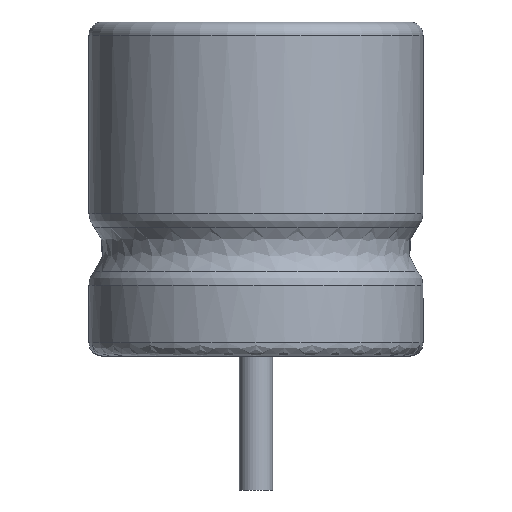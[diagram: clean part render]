
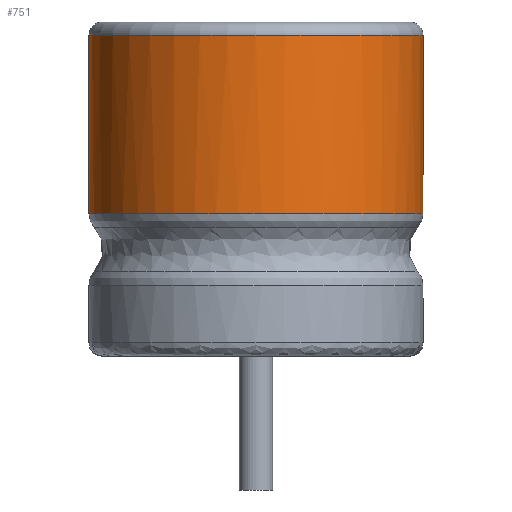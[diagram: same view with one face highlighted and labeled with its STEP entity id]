
A CAD part, left-side view. The second image highlights one B-rep face of the part: STEP entity #751.
In plain terms, the highlighted cylindrical face has radius 2.5 mm (diameter 5 mm), a partial arc.
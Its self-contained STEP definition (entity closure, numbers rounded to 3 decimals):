
#12=DIRECTION('',(0.,0.,1.));
#106=DIRECTION('',(0.,-0.,-1.));
#107=DIRECTION('',(0.924,-0.383,0.));
#229=VECTOR('',#12,1.);
#581=VERTEX_POINT('',#582);
#582=CARTESIAN_POINT('',(3.31,-0.957,2.135));
#592=ORIENTED_EDGE('',*,*,#593,.T.);
#593=EDGE_CURVE('',#581,#594,#596,.T.);
#594=VERTEX_POINT('',#595);
#595=CARTESIAN_POINT('',(3.31,0.957,2.135));
#596=B_SPLINE_CURVE_WITH_KNOTS('',11,(#597,#598,#599,#600,#601,#602,#603,#604,#605,#606,#607,#608,#609,#610,#611,#612,#613,#614,#615,#616,#617,#618,#619,#620,#621,#622,#623,#624,#625,#626,#627,#628),.UNSPECIFIED.,.F.,.F.,(12,10,10,12),(-0.586,0.,13.744,14.33),.UNSPECIFIED.);
#597=CARTESIAN_POINT('',(3.534,-0.416,2.135));
#598=CARTESIAN_POINT('',(3.513,-0.465,2.135));
#599=CARTESIAN_POINT('',(3.493,-0.515,2.135));
#600=CARTESIAN_POINT('',(3.472,-0.564,2.135));
#601=CARTESIAN_POINT('',(3.452,-0.613,2.135));
#602=CARTESIAN_POINT('',(3.432,-0.663,2.135));
#603=CARTESIAN_POINT('',(3.411,-0.712,2.135));
#604=CARTESIAN_POINT('',(3.391,-0.761,2.135));
#605=CARTESIAN_POINT('',(3.37,-0.81,2.135));
#606=CARTESIAN_POINT('',(3.35,-0.859,2.135));
#607=CARTESIAN_POINT('',(3.33,-0.908,2.135));
#608=CARTESIAN_POINT('',(2.835,-2.103,2.135));
#609=CARTESIAN_POINT('',(1.728,-3.009,2.135));
#610=CARTESIAN_POINT('',(0.106,-3.257,2.135));
#611=CARTESIAN_POINT('',(-1.476,-2.507,2.135));
#612=CARTESIAN_POINT('',(-2.589,-1.06,2.135));
#613=CARTESIAN_POINT('',(-2.589,1.06,2.135));
#614=CARTESIAN_POINT('',(-1.476,2.507,2.135));
#615=CARTESIAN_POINT('',(0.106,3.257,2.135));
#616=CARTESIAN_POINT('',(1.728,3.009,2.135));
#617=CARTESIAN_POINT('',(2.835,2.103,2.135));
#618=CARTESIAN_POINT('',(3.33,0.908,2.135));
#619=CARTESIAN_POINT('',(3.35,0.859,2.135));
#620=CARTESIAN_POINT('',(3.37,0.81,2.135));
#621=CARTESIAN_POINT('',(3.391,0.761,2.135));
#622=CARTESIAN_POINT('',(3.411,0.712,2.135));
#623=CARTESIAN_POINT('',(3.432,0.663,2.135));
#624=CARTESIAN_POINT('',(3.452,0.613,2.135));
#625=CARTESIAN_POINT('',(3.472,0.564,2.135));
#626=CARTESIAN_POINT('',(3.493,0.515,2.135));
#627=CARTESIAN_POINT('',(3.513,0.465,2.135));
#628=CARTESIAN_POINT('',(3.534,0.416,2.135));
#751=ADVANCED_FACE('',(#752),#771,.T.);
#752=FACE_BOUND('',#753,.F.);
#753=EDGE_LOOP('',(#754,#592,#760,#766));
#754=ORIENTED_EDGE('',*,*,#755,.F.);
#755=EDGE_CURVE('',#581,#756,#758,.T.);
#756=VERTEX_POINT('',#757);
#757=CARTESIAN_POINT('',(3.31,-0.957,4.8));
#758=LINE('',#759,#229);
#759=CARTESIAN_POINT('',(3.31,-0.957,2.));
#760=ORIENTED_EDGE('',*,*,#761,.T.);
#761=EDGE_CURVE('',#594,#762,#764,.T.);
#762=VERTEX_POINT('',#763);
#763=CARTESIAN_POINT('',(3.31,0.957,4.8));
#764=LINE('',#765,#229);
#765=CARTESIAN_POINT('',(3.31,0.957,2.));
#766=ORIENTED_EDGE('',*,*,#767,.F.);
#767=EDGE_CURVE('',#756,#762,#768,.T.);
#768=CIRCLE('',#769,2.5);
#769=AXIS2_PLACEMENT_3D('',#770,#106,#107);
#770=CARTESIAN_POINT('',(1.,0.,4.8));
#771=CYLINDRICAL_SURFACE('',#772,2.5);
#772=AXIS2_PLACEMENT_3D('',#773,#12,#107);
#773=CARTESIAN_POINT('',(1.,0.,2.));
